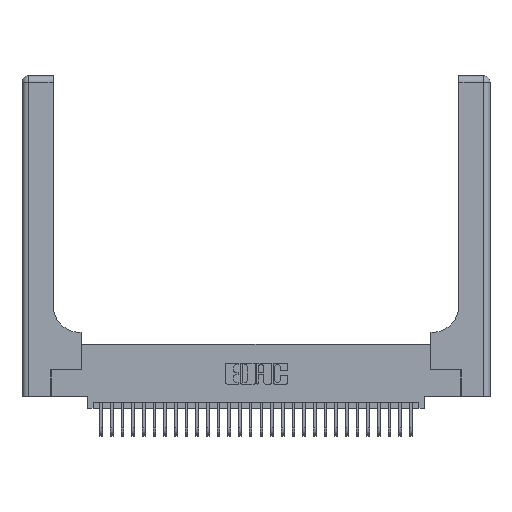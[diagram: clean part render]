
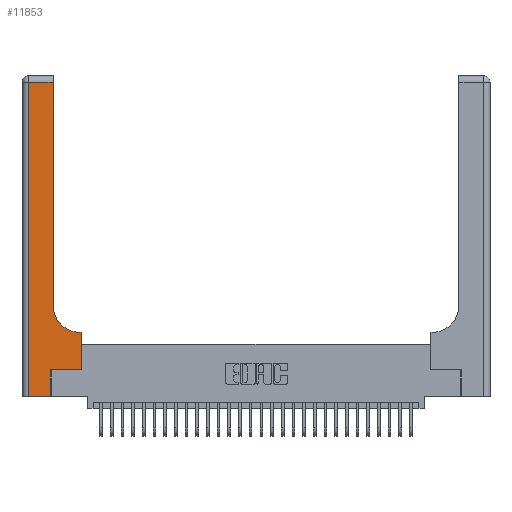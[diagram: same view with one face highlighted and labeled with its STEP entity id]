
A CAD part, top view. The second image highlights one B-rep face of the part: STEP entity #11853.
In plain terms, the highlighted planar face has unit normal (0, 0, 1).
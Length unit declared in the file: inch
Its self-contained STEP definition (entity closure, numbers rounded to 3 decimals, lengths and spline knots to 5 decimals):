
#57 = VECTOR ( 'NONE', #8880, 39.37008 ) ;
#716 = EDGE_CURVE ( 'NONE', #25177, #4253, #28471, .T. ) ;
#981 = CARTESIAN_POINT ( 'NONE',  ( 0.06, 0., 0.37 ) ) ;
#1000 = CARTESIAN_POINT ( 'NONE',  ( 0.2915, 2.94, 0.37 ) ) ;
#1334 = CARTESIAN_POINT ( 'NONE',  ( 0.5585, 0.6, 0.37 ) ) ;
#1524 = EDGE_CURVE ( 'NONE', #26562, #5174, #18401, .T. ) ;
#1552 = CARTESIAN_POINT ( 'NONE',  ( 0.06, 2.94, 0.37 ) ) ;
#1935 = CARTESIAN_POINT ( 'NONE',  ( 0.269, 0., 0.37 ) ) ;
#2127 = LINE ( 'NONE', #1935, #8180 ) ;
#2212 = CARTESIAN_POINT ( 'NONE',  ( 0.269, 0.25, 0.37 ) ) ;
#3439 = ORIENTED_EDGE ( 'NONE', *, *, #20277, .T. ) ;
#3747 = CARTESIAN_POINT ( 'NONE',  ( 0.2915, 0.6, 0.37 ) ) ;
#4253 = VERTEX_POINT ( 'NONE', #1334 ) ;
#4581 = DIRECTION ( 'NONE',  ( 1., 0., 0. ) ) ;
#4810 = VECTOR ( 'NONE', #6342, 39.37008 ) ;
#5174 = VERTEX_POINT ( 'NONE', #981 ) ;
#5389 = FACE_OUTER_BOUND ( 'NONE', #29505, .T. ) ;
#5701 = VECTOR ( 'NONE', #8304, 39.37008 ) ;
#6342 = DIRECTION ( 'NONE',  ( 0., 1., 0. ) ) ;
#6454 = CARTESIAN_POINT ( 'NONE',  ( 0., 3., 0.37 ) ) ;
#6680 = ORIENTED_EDGE ( 'NONE', *, *, #1524, .T. ) ;
#6812 = ORIENTED_EDGE ( 'NONE', *, *, #20234, .T. ) ;
#7493 = ORIENTED_EDGE ( 'NONE', *, *, #23007, .T. ) ;
#8180 = VECTOR ( 'NONE', #11008, 39.37008 ) ;
#8304 = DIRECTION ( 'NONE',  ( -1., 0., 0. ) ) ;
#8591 = VERTEX_POINT ( 'NONE', #1000 ) ;
#8880 = DIRECTION ( 'NONE',  ( -1., 0., 0. ) ) ;
#9082 = VERTEX_POINT ( 'NONE', #19037 ) ;
#9776 = AXIS2_PLACEMENT_3D ( 'NONE', #6454, #24742, #11065 ) ;
#10360 = CARTESIAN_POINT ( 'NONE',  ( 0.5415, 0.85, 0.37 ) ) ;
#11008 = DIRECTION ( 'NONE',  ( 0., 1., 0. ) ) ;
#11065 = DIRECTION ( 'NONE',  ( -1., 0., 0. ) ) ;
#11853 = ADVANCED_FACE ( 'NONE', ( #5389 ), #22451, .F. ) ;
#12228 = ORIENTED_EDGE ( 'NONE', *, *, #19173, .T. ) ;
#12332 = VECTOR ( 'NONE', #13967, 39.37008 ) ;
#12491 = LINE ( 'NONE', #3747, #5701 ) ;
#12654 = DIRECTION ( 'NONE',  ( 1., 0., 0. ) ) ;
#13260 = CARTESIAN_POINT ( 'NONE',  ( 0.2915, 3., 0.37 ) ) ;
#13578 = VECTOR ( 'NONE', #4581, 39.37008 ) ;
#13612 = CARTESIAN_POINT ( 'NONE',  ( 0.5585, 0.25, 0.37 ) ) ;
#13967 = DIRECTION ( 'NONE',  ( 0., -1., 0. ) ) ;
#14740 = CARTESIAN_POINT ( 'NONE',  ( 0.5415, 0.6, 0.37 ) ) ;
#15003 = VECTOR ( 'NONE', #29076, 39.37008 ) ;
#16824 = ORIENTED_EDGE ( 'NONE', *, *, #28446, .T. ) ;
#17094 = CIRCLE ( 'NONE', #20306, 0.25 ) ;
#17589 = LINE ( 'NONE', #22582, #57 ) ;
#17707 = CARTESIAN_POINT ( 'NONE',  ( 0.269, 0.25, 0.37 ) ) ;
#18248 = CARTESIAN_POINT ( 'NONE',  ( 0., 0., 0.37 ) ) ;
#18401 = LINE ( 'NONE', #20748, #12332 ) ;
#18942 = LINE ( 'NONE', #18248, #13578 ) ;
#19037 = CARTESIAN_POINT ( 'NONE',  ( 0.2915, 0.85, 0.37 ) ) ;
#19097 = CARTESIAN_POINT ( 'NONE',  ( 0.5585, 0.25, 0.37 ) ) ;
#19173 = EDGE_CURVE ( 'NONE', #5174, #22246, #18942, .T. ) ;
#20154 = EDGE_CURVE ( 'NONE', #4253, #26425, #12491, .T. ) ;
#20234 = EDGE_CURVE ( 'NONE', #22508, #25177, #27832, .T. ) ;
#20277 = EDGE_CURVE ( 'NONE', #22246, #22508, #2127, .T. ) ;
#20306 = AXIS2_PLACEMENT_3D ( 'NONE', #10360, #26318, #12654 ) ;
#20748 = CARTESIAN_POINT ( 'NONE',  ( 0.06, 3., 0.37 ) ) ;
#20871 = LINE ( 'NONE', #13260, #4810 ) ;
#21679 = VECTOR ( 'NONE', #27264, 39.37008 ) ;
#22020 = ORIENTED_EDGE ( 'NONE', *, *, #24161, .T. ) ;
#22246 = VERTEX_POINT ( 'NONE', #28680 ) ;
#22451 = PLANE ( 'NONE',  #9776 ) ;
#22508 = VERTEX_POINT ( 'NONE', #2212 ) ;
#22582 = CARTESIAN_POINT ( 'NONE',  ( 0., 2.94, 0.37 ) ) ;
#23007 = EDGE_CURVE ( 'NONE', #9082, #8591, #20871, .T. ) ;
#23463 = ORIENTED_EDGE ( 'NONE', *, *, #716, .T. ) ;
#24161 = EDGE_CURVE ( 'NONE', #26425, #9082, #17094, .T. ) ;
#24742 = DIRECTION ( 'NONE',  ( 0., 0., -1. ) ) ;
#25044 = ORIENTED_EDGE ( 'NONE', *, *, #20154, .T. ) ;
#25177 = VERTEX_POINT ( 'NONE', #19097 ) ;
#26318 = DIRECTION ( 'NONE',  ( 0., 0., -1. ) ) ;
#26425 = VERTEX_POINT ( 'NONE', #14740 ) ;
#26562 = VERTEX_POINT ( 'NONE', #1552 ) ;
#27264 = DIRECTION ( 'NONE',  ( 0., 1., 0. ) ) ;
#27832 = LINE ( 'NONE', #17707, #15003 ) ;
#28446 = EDGE_CURVE ( 'NONE', #8591, #26562, #17589, .T. ) ;
#28471 = LINE ( 'NONE', #13612, #21679 ) ;
#28680 = CARTESIAN_POINT ( 'NONE',  ( 0.269, 0., 0.37 ) ) ;
#29076 = DIRECTION ( 'NONE',  ( 1., 0., 0. ) ) ;
#29505 = EDGE_LOOP ( 'NONE', ( #7493, #16824, #6680, #12228, #3439, #6812, #23463, #25044, #22020 ) ) ;
